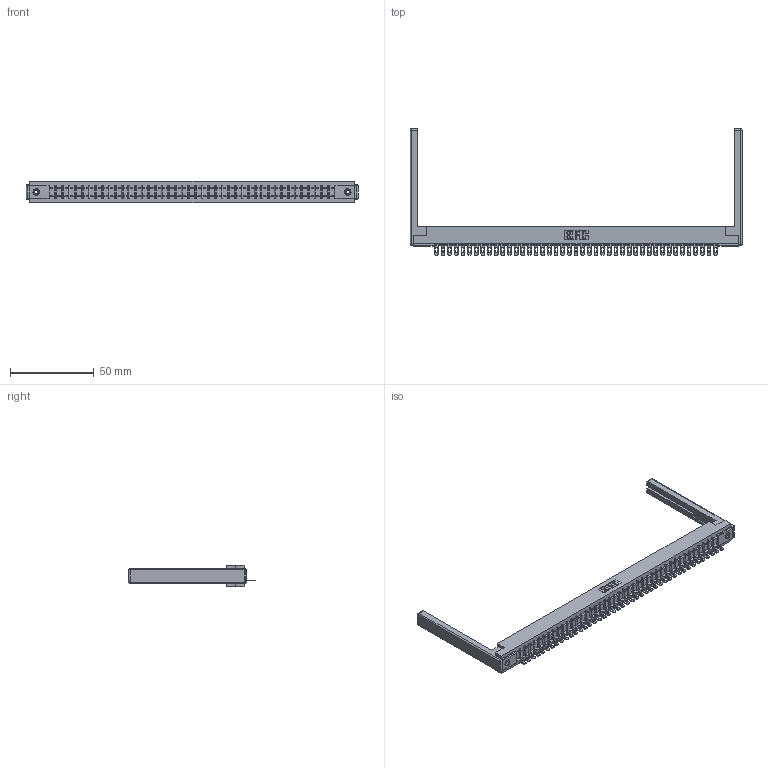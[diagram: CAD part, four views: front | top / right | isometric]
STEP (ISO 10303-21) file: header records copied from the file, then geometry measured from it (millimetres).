
FILE_DESCRIPTION (( 'STEP AP203' ), '1' );
FILE_NAME ('357-043-401-168.STEP', '2020-10-03T13:07:15', ( '' ), ( '' ), 'SwSTEP 2.0', 'SolidWorks 2020', '' );
FILE_SCHEMA (( 'CONFIG_CONTROL_DESIGN' ));
Length unit declared in the file: inch
Products named in the file (5): 307 Part_.156 Dia Mounting Holes; 357-043-401-168; 307-220-068; 345-250-001_345-250-001-102; 307-290-002_501
Assembly tree (48 placements, depth 2):
  357-043-401-168
    307 Part_.156 Dia Mounting Holes
    307-290-002_501  x43
    307-220-068  x2
    345-250-001_345-250-001-102  x2
Bounding box: 197.82 x 75.39 x 12.7 mm (x, y, z)
Volume: 25591.3 mm3; surface area: 30946.5 mm2
Topology: 48 solids, 48 shells, 3584 faces, 10947 edges, 7158 vertices
Faces by surface type: plane 2050, cylinder 1422, sphere 96, cone 12, torus 4
Entity records: 40293 total; most frequent: CARTESIAN_POINT 6761, ORIENTED_EDGE 6740, DIRECTION 6590, EDGE_CURVE 3370, LINE 2576, VECTOR 2576, VERTEX_POINT 2178, AXIS2_PLACEMENT_3D 2007
